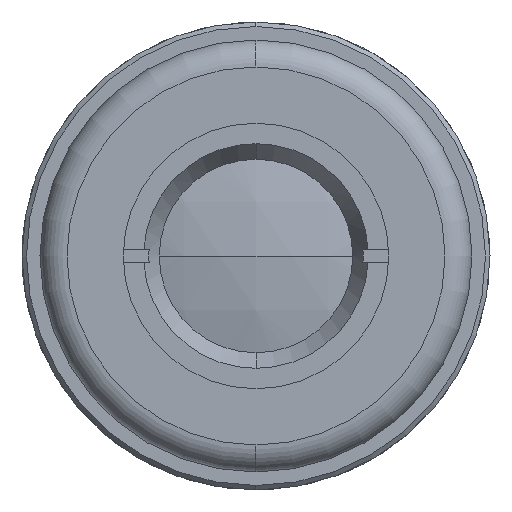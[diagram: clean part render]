
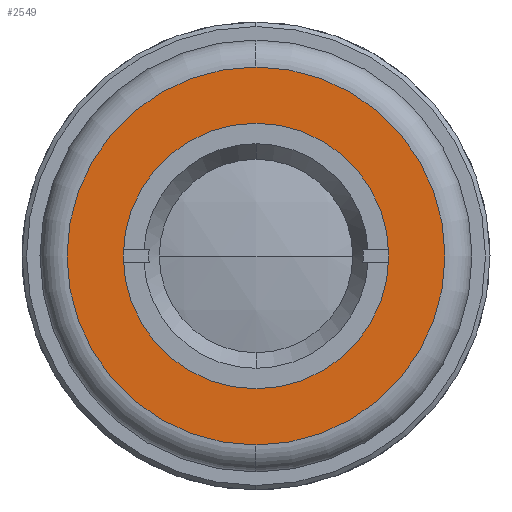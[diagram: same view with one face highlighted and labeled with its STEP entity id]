
A CAD part, left-side view. The second image highlights one B-rep face of the part: STEP entity #2549.
In plain terms, the highlighted planar face has unit normal (-1, 0, 0).
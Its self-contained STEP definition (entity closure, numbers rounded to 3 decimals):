
#20 = ORIENTED_EDGE ( 'NONE', *, *, #2185, .F. ) ;
#74 = AXIS2_PLACEMENT_3D ( 'NONE', #3048, #3631, #1089 ) ;
#119 = CARTESIAN_POINT ( 'NONE',  ( -33.9, 0., 0. ) ) ;
#139 = FACE_BOUND ( 'NONE', #2124, .T. ) ;
#231 = DIRECTION ( 'NONE',  ( 0., 0., 1. ) ) ;
#279 = CARTESIAN_POINT ( 'NONE',  ( -33.9, 0., -14.75 ) ) ;
#399 = CARTESIAN_POINT ( 'NONE',  ( -33.9, 24., 0. ) ) ;
#479 = EDGE_CURVE ( 'NONE', #2904, #1386, #1776, .T. ) ;
#538 = VERTEX_POINT ( 'NONE', #1755 ) ;
#663 = DIRECTION ( 'NONE',  ( 0., 0., 1. ) ) ;
#906 = DIRECTION ( 'NONE',  ( 0., 0., -1. ) ) ;
#982 = DIRECTION ( 'NONE',  ( 1., 0., 0. ) ) ;
#1089 = DIRECTION ( 'NONE',  ( 0., 0., -1. ) ) ;
#1252 = DIRECTION ( 'NONE',  ( 0., 0., -1. ) ) ;
#1278 = EDGE_LOOP ( 'NONE', ( #3070, #1536 ) ) ;
#1320 = AXIS2_PLACEMENT_3D ( 'NONE', #2491, #2778, #231 ) ;
#1345 = CARTESIAN_POINT ( 'NONE',  ( -33.9, 0., 21. ) ) ;
#1386 = VERTEX_POINT ( 'NONE', #3126 ) ;
#1432 = AXIS2_PLACEMENT_3D ( 'NONE', #2709, #2409, #663 ) ;
#1467 = EDGE_CURVE ( 'NONE', #1386, #2904, #1839, .T. ) ;
#1528 = FACE_OUTER_BOUND ( 'NONE', #1278, .T. ) ;
#1536 = ORIENTED_EDGE ( 'NONE', *, *, #479, .T. ) ;
#1755 = CARTESIAN_POINT ( 'NONE',  ( -33.9, 0., 14.75 ) ) ;
#1776 = CIRCLE ( 'NONE', #2611, 21. ) ;
#1839 = CIRCLE ( 'NONE', #74, 21. ) ;
#1881 = EDGE_CURVE ( 'NONE', #2246, #538, #2565, .T. ) ;
#1898 = AXIS2_PLACEMENT_3D ( 'NONE', #399, #982, #906 ) ;
#2124 = EDGE_LOOP ( 'NONE', ( #20, #2125 ) ) ;
#2125 = ORIENTED_EDGE ( 'NONE', *, *, #1881, .F. ) ;
#2185 = EDGE_CURVE ( 'NONE', #538, #2246, #3076, .T. ) ;
#2246 = VERTEX_POINT ( 'NONE', #279 ) ;
#2409 = DIRECTION ( 'NONE',  ( -1., 0., 0. ) ) ;
#2491 = CARTESIAN_POINT ( 'NONE',  ( -33.9, 0., 0. ) ) ;
#2549 = ADVANCED_FACE ( 'NONE', ( #1528, #139 ), #3531, .F. ) ;
#2565 = CIRCLE ( 'NONE', #1432, 14.75 ) ;
#2611 = AXIS2_PLACEMENT_3D ( 'NONE', #119, #3167, #1252 ) ;
#2709 = CARTESIAN_POINT ( 'NONE',  ( -33.9, 0., 0. ) ) ;
#2778 = DIRECTION ( 'NONE',  ( -1., 0., 0. ) ) ;
#2904 = VERTEX_POINT ( 'NONE', #1345 ) ;
#3048 = CARTESIAN_POINT ( 'NONE',  ( -33.9, 0., 0. ) ) ;
#3070 = ORIENTED_EDGE ( 'NONE', *, *, #1467, .T. ) ;
#3076 = CIRCLE ( 'NONE', #1320, 14.75 ) ;
#3126 = CARTESIAN_POINT ( 'NONE',  ( -33.9, 0., -21. ) ) ;
#3167 = DIRECTION ( 'NONE',  ( -1., 0., 0. ) ) ;
#3531 = PLANE ( 'NONE',  #1898 ) ;
#3631 = DIRECTION ( 'NONE',  ( -1., 0., 0. ) ) ;
